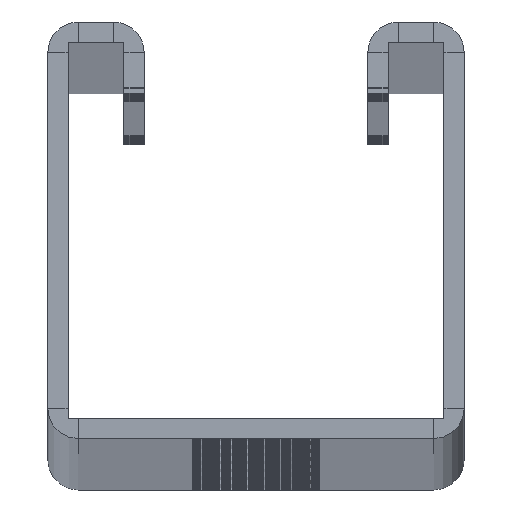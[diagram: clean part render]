
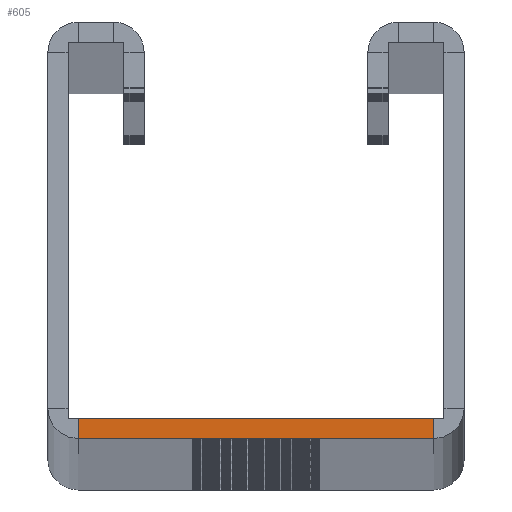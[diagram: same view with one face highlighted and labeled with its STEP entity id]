
A CAD part, top view. The second image highlights one B-rep face of the part: STEP entity #605.
In plain terms, the highlighted planar face has unit normal (0, 0, 1).
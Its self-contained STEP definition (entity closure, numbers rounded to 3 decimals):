
#605 = ADVANCED_FACE ( 'NONE', ( #10157 ), #73928, .T. ) ;
#1022 = CARTESIAN_POINT ( 'NONE',  ( 0., 0., 0. ) ) ;
#1385 = CARTESIAN_POINT ( 'NONE',  ( -17.5, 0., 0. ) ) ;
#6727 = CARTESIAN_POINT ( 'NONE',  ( -14., 38., 0. ) ) ;
#10010 = LINE ( 'NONE', #1022, #20402 ) ;
#10057 = CARTESIAN_POINT ( 'NONE',  ( 0., 2., 0. ) ) ;
#10157 = FACE_OUTER_BOUND ( 'NONE', #34174, .T. ) ;
#11743 = CARTESIAN_POINT ( 'NONE',  ( 17.5, 2., 0. ) ) ;
#12810 = DIRECTION ( 'NONE',  ( 1., 0., 0. ) ) ;
#13084 = EDGE_CURVE ( 'NONE', #57596, #25334, #72364, .T. ) ;
#14214 = CARTESIAN_POINT ( 'NONE',  ( -17.5, 2., 0. ) ) ;
#20402 = VECTOR ( 'NONE', #62355, 1000. ) ;
#20508 = ORIENTED_EDGE ( 'NONE', *, *, #74621, .F. ) ;
#22149 = VECTOR ( 'NONE', #52376, 1000. ) ;
#25334 = VERTEX_POINT ( 'NONE', #57537 ) ;
#26011 = VERTEX_POINT ( 'NONE', #52945 ) ;
#31321 = LINE ( 'NONE', #59161, #33242 ) ;
#33242 = VECTOR ( 'NONE', #77490, 1000. ) ;
#34174 = EDGE_LOOP ( 'NONE', ( #40628, #53639, #77498, #20508 ) ) ;
#38358 = EDGE_CURVE ( 'NONE', #26011, #41977, #10010, .T. ) ;
#40628 = ORIENTED_EDGE ( 'NONE', *, *, #13084, .T. ) ;
#40635 = AXIS2_PLACEMENT_3D ( 'NONE', #6727, #49796, #12810 ) ;
#41977 = VERTEX_POINT ( 'NONE', #1385 ) ;
#49796 = DIRECTION ( 'NONE',  ( 0., 0., 1. ) ) ;
#50562 = LINE ( 'NONE', #14214, #65780 ) ;
#52376 = DIRECTION ( 'NONE',  ( -1., 0., 0. ) ) ;
#52945 = CARTESIAN_POINT ( 'NONE',  ( 17.5, 0., 0. ) ) ;
#53639 = ORIENTED_EDGE ( 'NONE', *, *, #72028, .T. ) ;
#56207 = DIRECTION ( 'NONE',  ( 0., -1., 0. ) ) ;
#57537 = CARTESIAN_POINT ( 'NONE',  ( -17.5, 2., 0. ) ) ;
#57596 = VERTEX_POINT ( 'NONE', #11743 ) ;
#59161 = CARTESIAN_POINT ( 'NONE',  ( 17.5, 2., 0. ) ) ;
#62355 = DIRECTION ( 'NONE',  ( -1., 0., 0. ) ) ;
#65780 = VECTOR ( 'NONE', #56207, 1000. ) ;
#72028 = EDGE_CURVE ( 'NONE', #25334, #41977, #50562, .T. ) ;
#72364 = LINE ( 'NONE', #10057, #22149 ) ;
#73928 = PLANE ( 'NONE',  #40635 ) ;
#74621 = EDGE_CURVE ( 'NONE', #57596, #26011, #31321, .T. ) ;
#77490 = DIRECTION ( 'NONE',  ( 0., -1., 0. ) ) ;
#77498 = ORIENTED_EDGE ( 'NONE', *, *, #38358, .F. ) ;
